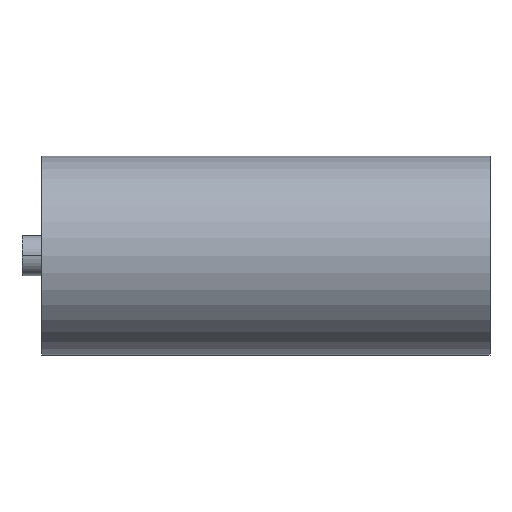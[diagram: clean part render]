
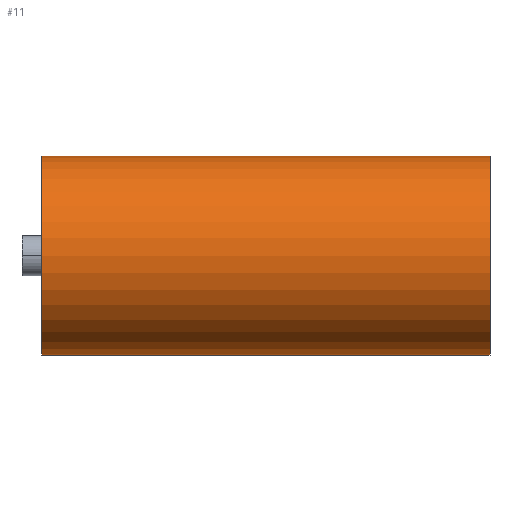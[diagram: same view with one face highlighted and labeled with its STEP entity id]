
A CAD part, top view. The second image highlights one B-rep face of the part: STEP entity #11.
In plain terms, the highlighted cylindrical face has radius 25.4 mm (diameter 50.8 mm), a partial arc.
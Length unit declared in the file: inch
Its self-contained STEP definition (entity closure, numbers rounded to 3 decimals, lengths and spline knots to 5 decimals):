
#6 = DIRECTION ( 'NONE',  ( 1., 0., 0. ) ) ;
#7 = FACE_OUTER_BOUND ( 'NONE', #293, .T. ) ;
#8 = AXIS2_PLACEMENT_3D ( 'NONE', #248, #362, #95 ) ;
#9 = DIRECTION ( 'NONE',  ( -1., 0., 0. ) ) ;
#11 = ADVANCED_FACE ( 'NONE', ( #7 ), #275, .T. ) ;
#15 = LINE ( 'NONE', #310, #277 ) ;
#18 = DIRECTION ( 'NONE',  ( 1., 0., 0. ) ) ;
#24 = CARTESIAN_POINT ( 'NONE',  ( -3.5, -1., 2.00939 ) ) ;
#26 = VECTOR ( 'NONE', #88, 39.37008 ) ;
#34 = CARTESIAN_POINT ( 'NONE',  ( -3.5, 0., 2.00939 ) ) ;
#40 = CARTESIAN_POINT ( 'NONE',  ( -3.5, 1., 2.00939 ) ) ;
#54 = EDGE_CURVE ( 'NONE', #288, #144, #201, .T. ) ;
#85 = EDGE_CURVE ( 'NONE', #266, #325, #184, .T. ) ;
#88 = DIRECTION ( 'NONE',  ( 1., 0., 0. ) ) ;
#95 = DIRECTION ( 'NONE',  ( 0., -1., 0. ) ) ;
#125 = DIRECTION ( 'NONE',  ( 0., -1., 0. ) ) ;
#138 = AXIS2_PLACEMENT_3D ( 'NONE', #34, #6, #125 ) ;
#144 = VERTEX_POINT ( 'NONE', #40 ) ;
#146 = ORIENTED_EDGE ( 'NONE', *, *, #219, .F. ) ;
#155 = CARTESIAN_POINT ( 'NONE',  ( -3.5, 0., 2.00939 ) ) ;
#176 = ORIENTED_EDGE ( 'NONE', *, *, #85, .F. ) ;
#184 = CIRCLE ( 'NONE', #8, 1. ) ;
#188 = CARTESIAN_POINT ( 'NONE',  ( 1., 1., 2.00939 ) ) ;
#201 = CIRCLE ( 'NONE', #334, 1. ) ;
#219 = EDGE_CURVE ( 'NONE', #144, #266, #15, .T. ) ;
#228 = ORIENTED_EDGE ( 'NONE', *, *, #54, .F. ) ;
#246 = ORIENTED_EDGE ( 'NONE', *, *, #337, .T. ) ;
#247 = DIRECTION ( 'NONE',  ( 0., -1., 0. ) ) ;
#248 = CARTESIAN_POINT ( 'NONE',  ( 1., 0., 2.00939 ) ) ;
#266 = VERTEX_POINT ( 'NONE', #188 ) ;
#275 = CYLINDRICAL_SURFACE ( 'NONE', #138, 1. ) ;
#277 = VECTOR ( 'NONE', #18, 39.37008 ) ;
#288 = VERTEX_POINT ( 'NONE', #319 ) ;
#291 = CARTESIAN_POINT ( 'NONE',  ( 1., -1., 2.00939 ) ) ;
#293 = EDGE_LOOP ( 'NONE', ( #146, #228, #246, #176 ) ) ;
#310 = CARTESIAN_POINT ( 'NONE',  ( -3.5, 1., 2.00939 ) ) ;
#319 = CARTESIAN_POINT ( 'NONE',  ( -3.5, -1., 2.00939 ) ) ;
#325 = VERTEX_POINT ( 'NONE', #291 ) ;
#334 = AXIS2_PLACEMENT_3D ( 'NONE', #155, #9, #247 ) ;
#337 = EDGE_CURVE ( 'NONE', #288, #325, #346, .T. ) ;
#346 = LINE ( 'NONE', #24, #26 ) ;
#362 = DIRECTION ( 'NONE',  ( 1., 0., 0. ) ) ;
